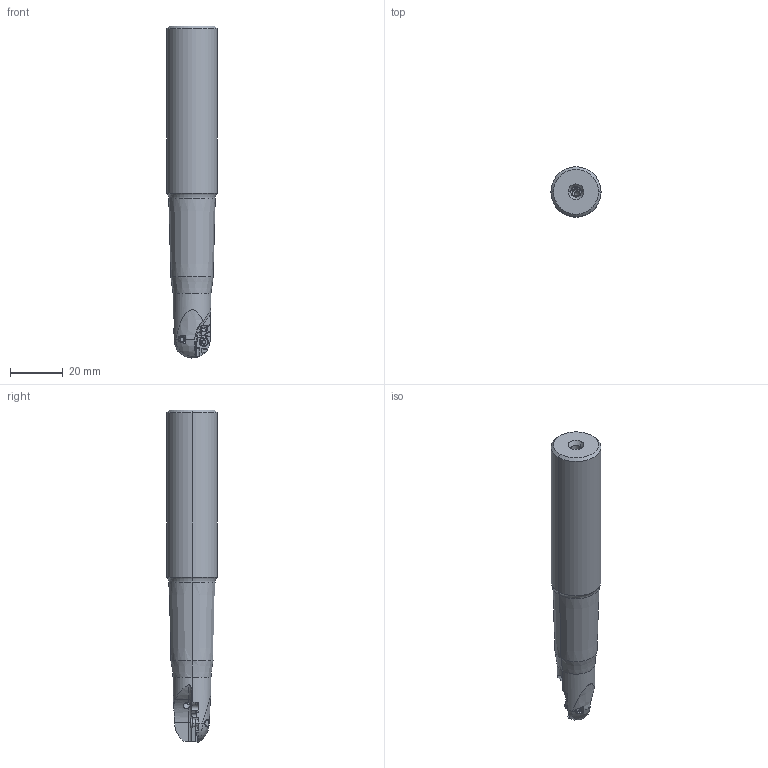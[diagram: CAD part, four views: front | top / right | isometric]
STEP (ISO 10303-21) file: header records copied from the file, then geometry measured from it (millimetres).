
FILE_DESCRIPTION(/* description */ (''),/* implementation_level */ '2;1');
FILE_NAME(/* name */ 'SRM210SAM2.stp',/* time_stamp */ '2017-10-11T11:30:22+09:00',/* author */ (''),/* organization */ (''),/* preprocessor_version */ 'ST-DEVELOPER v16',/* originating_system */ 'SIEMENS PLM Software NX 10.0',/* authorisation */ '');
FILE_SCHEMA (('AUTOMOTIVE_DESIGN { 1 0 10303 214 3 1 1 1 }'));
Length unit declared in the file: millimetre
Products named in the file (1): SRM210SAM2_ASM
Bounding box: 19.05 x 19.05 x 126.1 mm (x, y, z)
Volume: 27408.6 mm3; surface area: 8765.8 mm2
Topology: 3 solids, 3 shells, 224 faces, 659 edges, 430 vertices
Faces by surface type: cylinder 98, plane 58, cone 44, torus 18, bspline 4, sphere 2
Entity records: 9626 total; most frequent: CARTESIAN_POINT 3635, ORIENTED_EDGE 1298, DIRECTION 1226, EDGE_CURVE 649, AXIS2_PLACEMENT_3D 506, VERTEX_POINT 430, CIRCLE 269, EDGE_LOOP 231
